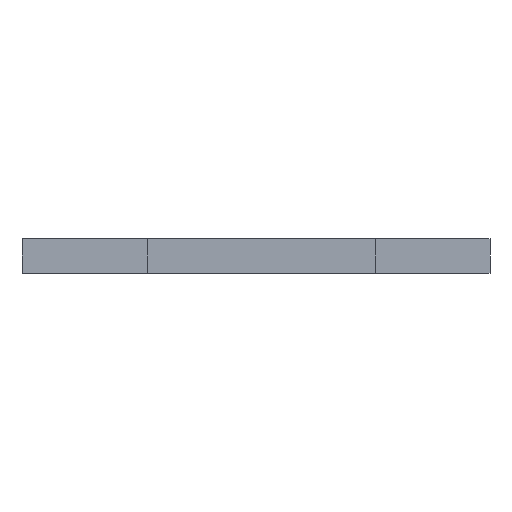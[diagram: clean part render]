
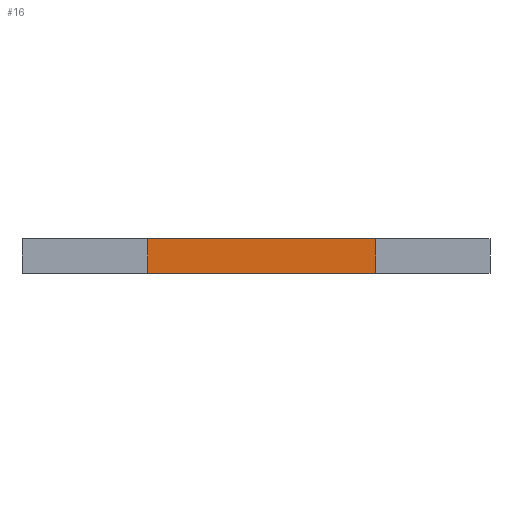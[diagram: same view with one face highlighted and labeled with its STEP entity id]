
A CAD part, left-side view. The second image highlights one B-rep face of the part: STEP entity #16.
In plain terms, the highlighted planar face has unit normal (-1, 0, 0).
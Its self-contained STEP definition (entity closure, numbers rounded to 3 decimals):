
#16=ADVANCED_FACE('',(#58),#564,.T.);
#58=FACE_OUTER_BOUND('',#95,.T.);
#95=EDGE_LOOP('',(#164,#165,#166,#167));
#164=ORIENTED_EDGE('',*,*,#342,.F.);
#165=ORIENTED_EDGE('',*,*,#341,.F.);
#166=ORIENTED_EDGE('',*,*,#340,.T.);
#167=ORIENTED_EDGE('',*,*,#311,.T.);
#311=EDGE_CURVE('',#491,#492,#437,.T.);
#340=EDGE_CURVE('',#519,#491,#450,.T.);
#341=EDGE_CURVE('',#519,#520,#451,.T.);
#342=EDGE_CURVE('',#520,#492,#452,.T.);
#437=B_SPLINE_CURVE_WITH_KNOTS('',1,(#834,#835),.UNSPECIFIED.,.F.,.F.,(2,
2),(0.,20.),.UNSPECIFIED.);
#450=B_SPLINE_CURVE_WITH_KNOTS('',1,(#948,#949),.UNSPECIFIED.,.F.,.F.,(2,
2),(-3.,0.),.UNSPECIFIED.);
#451=B_SPLINE_CURVE_WITH_KNOTS('',1,(#950,#951),.UNSPECIFIED.,.F.,.F.,(2,
2),(0.,20.),.UNSPECIFIED.);
#452=B_SPLINE_CURVE_WITH_KNOTS('',1,(#952,#953),.UNSPECIFIED.,.F.,.F.,(2,
2),(-3.,0.),.UNSPECIFIED.);
#491=VERTEX_POINT('',#773);
#492=VERTEX_POINT('',#774);
#519=VERTEX_POINT('',#801);
#520=VERTEX_POINT('',#802);
#564=PLANE('',#672);
#672=AXIS2_PLACEMENT_3D('',#742,#707,$);
#707=DIRECTION('',(-1.,0.,0.));
#742=CARTESIAN_POINT('',(-180.,-10.,-1.5));
#773=CARTESIAN_POINT('',(-180.,10.,-1.5));
#774=CARTESIAN_POINT('',(-180.,-10.,-1.5));
#801=CARTESIAN_POINT('',(-180.,10.,1.5));
#802=CARTESIAN_POINT('',(-180.,-10.,1.5));
#834=CARTESIAN_POINT('',(-180.,10.,-1.5));
#835=CARTESIAN_POINT('',(-180.,-10.,-1.5));
#948=CARTESIAN_POINT('',(-180.,10.,1.5));
#949=CARTESIAN_POINT('',(-180.,10.,-1.5));
#950=CARTESIAN_POINT('',(-180.,10.,1.5));
#951=CARTESIAN_POINT('',(-180.,-10.,1.5));
#952=CARTESIAN_POINT('',(-180.,-10.,1.5));
#953=CARTESIAN_POINT('',(-180.,-10.,-1.5));
